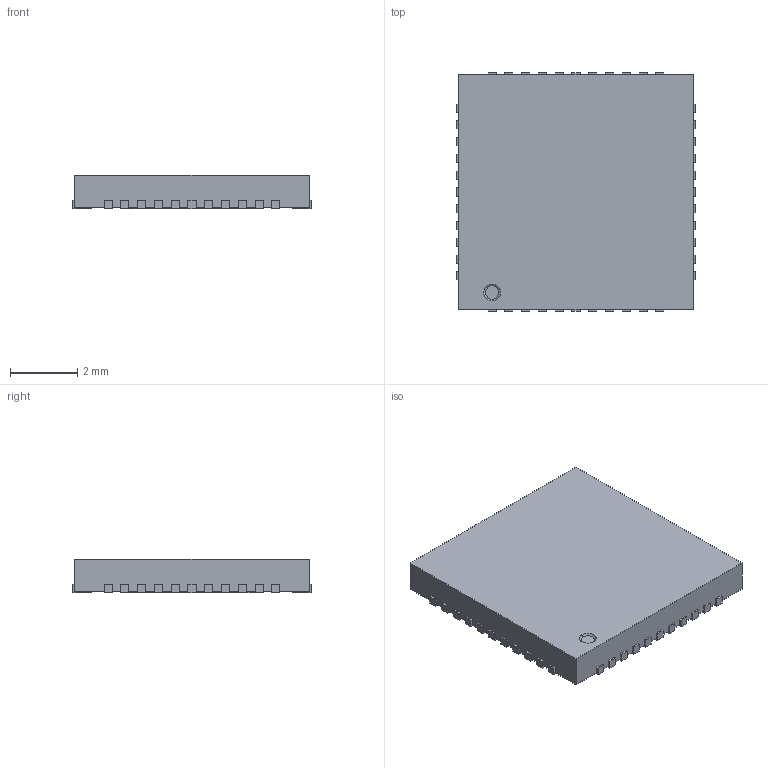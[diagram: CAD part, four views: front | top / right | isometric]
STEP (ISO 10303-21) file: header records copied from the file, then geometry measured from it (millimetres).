
FILE_DESCRIPTION (( 'STEP AP214' ), '1' );
FILE_NAME ( 'QFN45P50_700X700X100L55X24T377.STEP', '2023-03-23T18:37:15', ( '' ), ( '' ), '', '©2017 PCB Libraries, Inc.', '' );
FILE_SCHEMA (( 'AUTOMOTIVE_DESIGN' ));
Length unit declared in the file: millimetre
Products named in the file (1): QFN45P50_700X700X100L55X24T377
Bounding box: 7.1 x 7.1 x 1 mm (x, y, z)
Volume: 47.6 mm3; surface area: 173.3 mm2
Topology: 46 solids, 46 shells, 412 faces, 957 edges, 638 vertices
Faces by surface type: plane 322, cylinder 88, torus 2
Entity records: 13285 total; most frequent: CARTESIAN_POINT 2008, DIRECTION 1965, ORIENTED_EDGE 1914, EDGE_CURVE 957, VECTOR 775, LINE 775, VERTEX_POINT 638, AXIS2_PLACEMENT_3D 595
